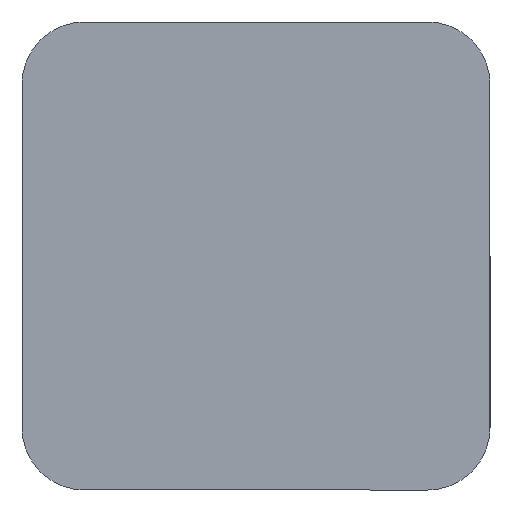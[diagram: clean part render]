
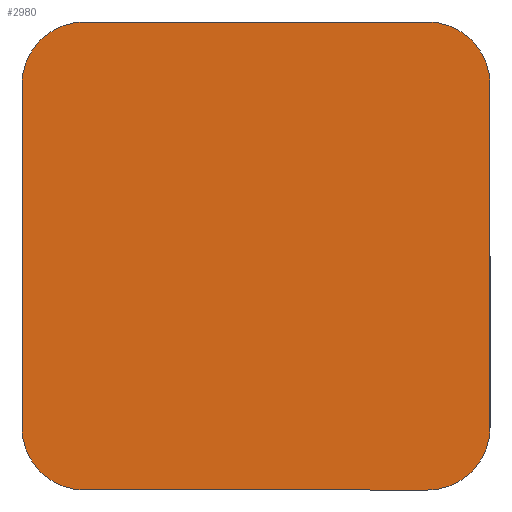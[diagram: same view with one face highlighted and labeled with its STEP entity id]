
A CAD part, left-side view. The second image highlights one B-rep face of the part: STEP entity #2980.
In plain terms, the highlighted planar face has unit normal (-1, 0, 0).
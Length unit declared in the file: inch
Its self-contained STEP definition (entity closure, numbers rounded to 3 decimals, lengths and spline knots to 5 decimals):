
#29 = CARTESIAN_POINT ( 'NONE',  ( -5.24598, 0.7181, 1.60624 ) ) ;
#467 = DIRECTION ( 'NONE',  ( 1., 0., 0. ) ) ;
#508 = ORIENTED_EDGE ( 'NONE', *, *, #3976, .F. ) ;
#679 = VECTOR ( 'NONE', #1919, 39.37008 ) ;
#890 = VECTOR ( 'NONE', #2126, 39.37008 ) ;
#989 = EDGE_CURVE ( 'NONE', #8148, #6204, #3715, .T. ) ;
#990 = CARTESIAN_POINT ( 'NONE',  ( -5.24598, 0.7181, 0.30624 ) ) ;
#1208 = EDGE_CURVE ( 'NONE', #6204, #9098, #9258, .T. ) ;
#1331 = LINE ( 'NONE', #4370, #8730 ) ;
#1558 = CIRCLE ( 'NONE', #2835, 0.2 ) ;
#1668 = DIRECTION ( 'NONE',  ( 0., 0., -1. ) ) ;
#1714 = CARTESIAN_POINT ( 'NONE',  ( -5.24598, -0.3819, 1.60624 ) ) ;
#1849 = CARTESIAN_POINT ( 'NONE',  ( -5.24598, 0.7181, 1.80624 ) ) ;
#1919 = DIRECTION ( 'NONE',  ( 0., 0., 1. ) ) ;
#1921 = AXIS2_PLACEMENT_3D ( 'NONE', #1714, #6357, #4762 ) ;
#2068 = DIRECTION ( 'NONE',  ( 1., 0., 0. ) ) ;
#2126 = DIRECTION ( 'NONE',  ( 0., 0., -1. ) ) ;
#2127 = AXIS2_PLACEMENT_3D ( 'NONE', #5019, #2068, #2671 ) ;
#2174 = CARTESIAN_POINT ( 'NONE',  ( -5.24598, -0.5819, 1.60624 ) ) ;
#2348 = CARTESIAN_POINT ( 'NONE',  ( -5.24598, -0.5819, 1.60624 ) ) ;
#2421 = VERTEX_POINT ( 'NONE', #990 ) ;
#2538 = CARTESIAN_POINT ( 'NONE',  ( -5.24598, -0.3819, 1.80624 ) ) ;
#2616 = EDGE_CURVE ( 'NONE', #3952, #4761, #7414, .T. ) ;
#2671 = DIRECTION ( 'NONE',  ( 0., 0., -1. ) ) ;
#2701 = VERTEX_POINT ( 'NONE', #7466 ) ;
#2726 = CARTESIAN_POINT ( 'NONE',  ( -5.24598, 0.9181, 0.50624 ) ) ;
#2835 = AXIS2_PLACEMENT_3D ( 'NONE', #7303, #467, #8849 ) ;
#2950 = ORIENTED_EDGE ( 'NONE', *, *, #2616, .F. ) ;
#2980 = ADVANCED_FACE ( 'NONE', ( #8098 ), #6545, .F. ) ;
#3058 = CARTESIAN_POINT ( 'NONE',  ( -5.24598, 0.7181, 1.80624 ) ) ;
#3364 = ORIENTED_EDGE ( 'NONE', *, *, #7337, .F. ) ;
#3715 = LINE ( 'NONE', #3058, #5742 ) ;
#3769 = CIRCLE ( 'NONE', #4397, 0.2 ) ;
#3952 = VERTEX_POINT ( 'NONE', #2726 ) ;
#3976 = EDGE_CURVE ( 'NONE', #9098, #4015, #5124, .T. ) ;
#4015 = VERTEX_POINT ( 'NONE', #7426 ) ;
#4155 = EDGE_CURVE ( 'NONE', #4761, #8148, #3769, .T. ) ;
#4370 = CARTESIAN_POINT ( 'NONE',  ( -5.24598, 0.7181, 0.30624 ) ) ;
#4397 = AXIS2_PLACEMENT_3D ( 'NONE', #29, #9112, #1668 ) ;
#4761 = VERTEX_POINT ( 'NONE', #8878 ) ;
#4762 = DIRECTION ( 'NONE',  ( 0., 0., -1. ) ) ;
#5019 = CARTESIAN_POINT ( 'NONE',  ( -5.24598, -0.3819, 0.50624 ) ) ;
#5124 = LINE ( 'NONE', #2174, #890 ) ;
#5229 = EDGE_CURVE ( 'NONE', #2701, #2421, #1331, .T. ) ;
#5742 = VECTOR ( 'NONE', #9005, 39.37008 ) ;
#6168 = ORIENTED_EDGE ( 'NONE', *, *, #9013, .F. ) ;
#6204 = VERTEX_POINT ( 'NONE', #2538 ) ;
#6357 = DIRECTION ( 'NONE',  ( 1., 0., 0. ) ) ;
#6398 = DIRECTION ( 'NONE',  ( 1., 0., 0. ) ) ;
#6545 = PLANE ( 'NONE',  #7690 ) ;
#7209 = EDGE_LOOP ( 'NONE', ( #8142, #7256, #9488, #2950, #6168, #9189, #3364, #508 ) ) ;
#7256 = ORIENTED_EDGE ( 'NONE', *, *, #989, .F. ) ;
#7303 = CARTESIAN_POINT ( 'NONE',  ( -5.24598, 0.7181, 0.50624 ) ) ;
#7337 = EDGE_CURVE ( 'NONE', #4015, #2701, #8060, .T. ) ;
#7414 = LINE ( 'NONE', #8856, #679 ) ;
#7426 = CARTESIAN_POINT ( 'NONE',  ( -5.24598, -0.5819, 0.50624 ) ) ;
#7466 = CARTESIAN_POINT ( 'NONE',  ( -5.24598, -0.3819, 0.30624 ) ) ;
#7480 = DIRECTION ( 'NONE',  ( 0., 1., 0. ) ) ;
#7690 = AXIS2_PLACEMENT_3D ( 'NONE', #9546, #6398, #8144 ) ;
#8060 = CIRCLE ( 'NONE', #2127, 0.2 ) ;
#8098 = FACE_OUTER_BOUND ( 'NONE', #7209, .T. ) ;
#8142 = ORIENTED_EDGE ( 'NONE', *, *, #1208, .F. ) ;
#8144 = DIRECTION ( 'NONE',  ( 0., 0., -1. ) ) ;
#8148 = VERTEX_POINT ( 'NONE', #1849 ) ;
#8730 = VECTOR ( 'NONE', #7480, 39.37008 ) ;
#8849 = DIRECTION ( 'NONE',  ( 0., 0., -1. ) ) ;
#8856 = CARTESIAN_POINT ( 'NONE',  ( -5.24598, 0.9181, 1.60624 ) ) ;
#8878 = CARTESIAN_POINT ( 'NONE',  ( -5.24598, 0.9181, 1.60624 ) ) ;
#9005 = DIRECTION ( 'NONE',  ( 0., -1., 0. ) ) ;
#9013 = EDGE_CURVE ( 'NONE', #2421, #3952, #1558, .T. ) ;
#9098 = VERTEX_POINT ( 'NONE', #2348 ) ;
#9112 = DIRECTION ( 'NONE',  ( 1., 0., 0. ) ) ;
#9189 = ORIENTED_EDGE ( 'NONE', *, *, #5229, .F. ) ;
#9258 = CIRCLE ( 'NONE', #1921, 0.2 ) ;
#9488 = ORIENTED_EDGE ( 'NONE', *, *, #4155, .F. ) ;
#9546 = CARTESIAN_POINT ( 'NONE',  ( -5.24598, -0.3819, 1.60624 ) ) ;
